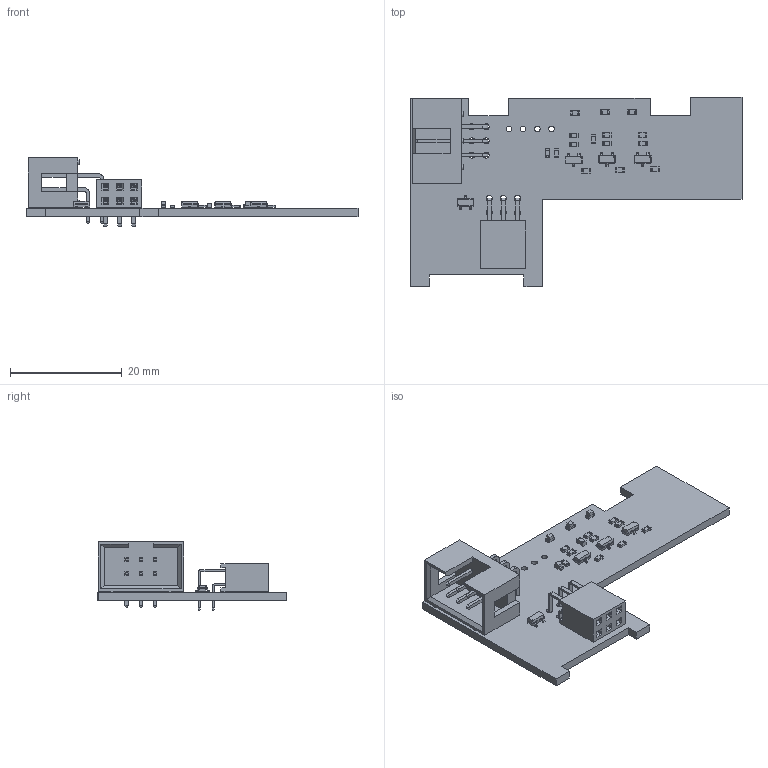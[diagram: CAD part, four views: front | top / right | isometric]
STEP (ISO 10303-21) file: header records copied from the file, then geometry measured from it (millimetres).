
FILE_DESCRIPTION(('KiCad electronic assembly'),'2;1');
FILE_NAME('PIDI-BOX-01-ADAPT-I2C-A1.step','2025-11-29T11:21:46',( 'Pcbnew'),('Kicad'),'Open CASCADE STEP processor 7.9', 'KiCad to STEP converter','Unknown');
FILE_SCHEMA(('AUTOMOTIVE_DESIGN { 1 0 10303 214 1 1 1 1 }'));
Length unit declared in the file: millimetre
Products named in the file (14): PIDI-BOX-01-ADAPT-I2C-A1 1; SOT-23; R_0603_1608Metric; wÃ¼rth_6pol_613006243121; 613006243121; 6130xx243121_PIN; 6130xx243121_PIN_G; LED_0603_1608Metric; PinHeader-Boxed-1X03-2,54-horiz; 61200621621; 6120xx21721_PIN; 6120xx21721_PIN_LONGUE; C_0603_1608Metric; PIDI-BOX-01-ADAPT-I2C-A1_PCB
Assembly tree (36 placements, depth 3):
  PIDI-BOX-01-ADAPT-I2C-A1 1
    SOT-23  x4
    R_0603_1608Metric  x10
    wÃ¼rth_6pol_613006243121
      613006243121
      6130xx243121_PIN  x3
      6130xx243121_PIN_G  x3
    LED_0603_1608Metric  x4
    PinHeader-Boxed-1X03-2,54-horiz
      61200621621
      6120xx21721_PIN  x3
      6120xx21721_PIN_LONGUE  x3
    C_0603_1608Metric
    PIDI-BOX-01-ADAPT-I2C-A1_PCB
Bounding box: 59.48 x 33.91 x 12.22 mm (x, y, z)
Volume: 2926 mm3; surface area: 5272 mm2
Topology: 34 solids, 34 shells, 1291 faces, 3339 edges, 2128 vertices
Faces by surface type: plane 983, cylinder 232, bspline 76
Full cylindrical faces by diameter (mm): 0.85 x6, 1 x4, 1.1 x12
Entity records: 17994 total; most frequent: CARTESIAN_POINT 2861, ORIENTED_EDGE 2634, DIRECTION 2480, EDGE_CURVE 1317, LINE 1120, VECTOR 1120, VERTEX_POINT 841, AXIS2_PLACEMENT_3D 680
